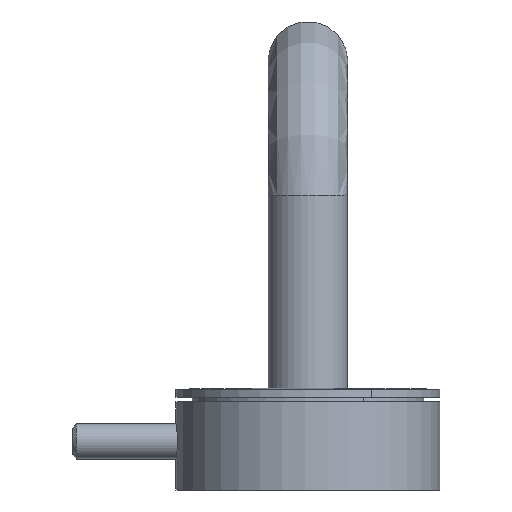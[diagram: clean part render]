
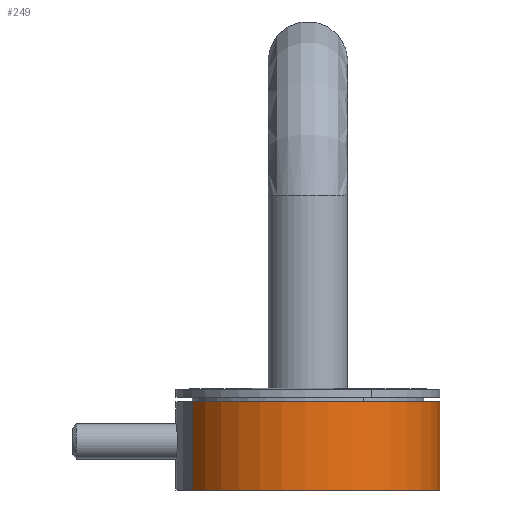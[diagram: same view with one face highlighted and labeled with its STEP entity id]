
A CAD part, left-side view. The second image highlights one B-rep face of the part: STEP entity #249.
In plain terms, the highlighted cylindrical face has radius 29.9 mm (diameter 59.8 mm), a partial arc.
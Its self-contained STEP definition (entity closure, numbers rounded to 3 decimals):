
#210=CARTESIAN_POINT('Axis2P3D Location',(0.,0.,62.5)) ;
#215=CARTESIAN_POINT('Line Origine',(14.335,-26.24,62.5)) ;
#219=CARTESIAN_POINT('Vertex',(14.335,-26.24,72.5)) ;
#221=CARTESIAN_POINT('Vertex',(14.335,-26.24,52.5)) ;
#224=CARTESIAN_POINT('Axis2P3D Location',(0.,0.,72.5)) ;
#228=CARTESIAN_POINT('Vertex',(-14.335,26.24,72.5)) ;
#231=CARTESIAN_POINT('Line Origine',(-14.335,26.24,62.5)) ;
#235=CARTESIAN_POINT('Vertex',(-14.335,26.24,52.5)) ;
#238=CARTESIAN_POINT('Axis2P3D Location',(0.,0.,52.5)) ;
#217=VECTOR('Line Direction',#216,1.) ;
#233=VECTOR('Line Direction',#232,1.) ;
#211=DIRECTION('Axis2P3D Direction',(0.,-0.,1.)) ;
#212=DIRECTION('Axis2P3D XDirection',(-0.479,0.878,0.)) ;
#216=DIRECTION('Vector Direction',(0.,0.,1.)) ;
#225=DIRECTION('Axis2P3D Direction',(0.,-0.,1.)) ;
#232=DIRECTION('Vector Direction',(0.,0.,1.)) ;
#239=DIRECTION('Axis2P3D Direction',(0.,-0.,1.)) ;
#213=AXIS2_PLACEMENT_3D('Cylinder Axis2P3D',#210,#211,#212) ;
#226=AXIS2_PLACEMENT_3D('Circle Axis2P3D',#224,#225,$) ;
#240=AXIS2_PLACEMENT_3D('Circle Axis2P3D',#238,#239,$) ;
#218=LINE('Line',#215,#217) ;
#234=LINE('Line',#231,#233) ;
#227=CIRCLE('generated circle',#226,29.9) ;
#241=CIRCLE('generated circle',#240,29.9) ;
#214=CYLINDRICAL_SURFACE('generated cylinder',#213,29.9) ;
#223=EDGE_CURVE('',#220,#222,#218,.F.) ;
#230=EDGE_CURVE('',#229,#220,#227,.T.) ;
#237=EDGE_CURVE('',#236,#229,#234,.T.) ;
#242=EDGE_CURVE('',#222,#236,#241,.F.) ;
#244=ORIENTED_EDGE('',*,*,#223,.F.) ;
#245=ORIENTED_EDGE('',*,*,#230,.F.) ;
#246=ORIENTED_EDGE('',*,*,#237,.F.) ;
#247=ORIENTED_EDGE('',*,*,#242,.F.) ;
#243=EDGE_LOOP('',(#244,#245,#246,#247)) ;
#220=VERTEX_POINT('',#219) ;
#222=VERTEX_POINT('',#221) ;
#229=VERTEX_POINT('',#228) ;
#236=VERTEX_POINT('',#235) ;
#249=ADVANCED_FACE('P45737.1\\PartBody',(#248),#214,.T.) ;
#248=FACE_OUTER_BOUND('',#243,.T.) ;
